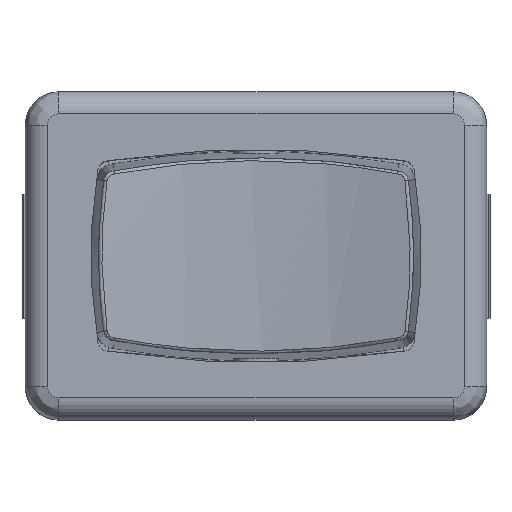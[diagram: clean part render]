
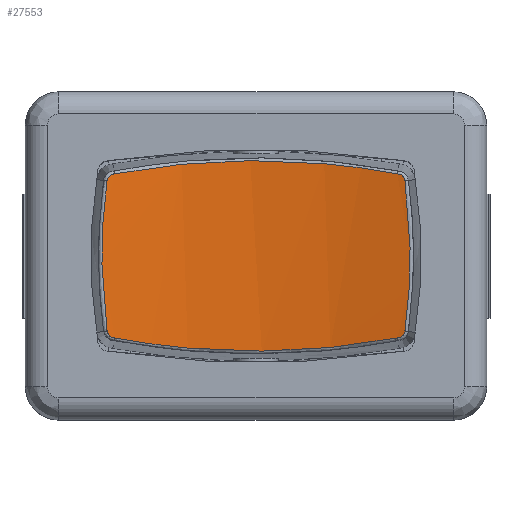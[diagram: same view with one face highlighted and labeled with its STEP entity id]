
A CAD part, top view. The second image highlights one B-rep face of the part: STEP entity #27553.
In plain terms, the highlighted cylindrical face has radius 25.996 mm (diameter 51.992 mm), a partial arc.
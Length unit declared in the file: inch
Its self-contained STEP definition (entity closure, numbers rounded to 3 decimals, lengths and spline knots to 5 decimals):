
#26486=CARTESIAN_POINT('',(-0.26438,0.13321,0.71585));
#26487=VERTEX_POINT('',#26486);
#26496=CARTESIAN_POINT('',(-0.26437,-0.1332,0.71585));
#26497=VERTEX_POINT('',#26496);
#26505=CARTESIAN_POINT('',(-0.26437,-0.1332,0.71585));
#26506=CARTESIAN_POINT('',(-0.26961,-0.09554,0.71725));
#26507=CARTESIAN_POINT('',(-0.27669,-0.00647,0.71924));
#26508=CARTESIAN_POINT('',(-0.27136,0.08298,0.71772));
#26509=CARTESIAN_POINT('',(-0.26437,0.1332,0.71585));
#26510=B_SPLINE_CURVE_WITH_KNOTS('',3,(#26505,#26506,#26507,#26508,#26509),.UNSPECIFIED.,.F.,.U.,(4,1,4),(0.0,0.29001,0.67668),.UNSPECIFIED.);
#26511=EDGE_CURVE('',#26497,#26487,#26510,.T.);
#26617=CARTESIAN_POINT('',(-0.25079,-0.1456,0.71232));
#26618=VERTEX_POINT('',#26617);
#26619=CARTESIAN_POINT('',(-0.25079,-0.1456,0.71232));
#26620=CARTESIAN_POINT('',(-0.25225,-0.14553,0.71269));
#26621=CARTESIAN_POINT('',(-0.25545,-0.1449,0.71351));
#26622=CARTESIAN_POINT('',(-0.25861,-0.14303,0.71433));
#26623=CARTESIAN_POINT('',(-0.2612,-0.14056,0.71501));
#26624=CARTESIAN_POINT('',(-0.26269,-0.13849,0.7154));
#26625=CARTESIAN_POINT('',(-0.26382,-0.13581,0.7157));
#26626=CARTESIAN_POINT('',(-0.26422,-0.13423,0.71581));
#26627=CARTESIAN_POINT('',(-0.26435,-0.13336,0.71585));
#26628=CARTESIAN_POINT('',(-0.26437,-0.13321,0.71585));
#26629=B_SPLINE_CURVE_WITH_KNOTS('',3,(#26619,#26620,#26621,#26622,#26623,#26624,#26625,#26626,#26627,#26628),.UNSPECIFIED.,.F.,.U.,(4,1,1,1,1,1,1,4),(-0.51601,-0.50446,-0.49063,-0.48787,-0.4768,-0.47127,-0.46574,-0.46456),.UNSPECIFIED.);
#26630=EDGE_CURVE('',#26618,#26497,#26629,.T.);
#26754=CARTESIAN_POINT('',(0.25079,-0.1456,0.71232));
#26755=VERTEX_POINT('',#26754);
#26756=CARTESIAN_POINT('',(0.25079,-0.1456,0.71232));
#26757=CARTESIAN_POINT('',(0.20468,-0.15431,0.70066));
#26758=CARTESIAN_POINT('',(0.13363,-0.16397,0.68786));
#26759=CARTESIAN_POINT('',(0.03676,-0.16922,0.68091));
#26760=CARTESIAN_POINT('',(-0.0361,-0.16923,0.68089));
#26761=CARTESIAN_POINT('',(-0.1332,-0.16402,0.68779));
#26762=CARTESIAN_POINT('',(-0.20447,-0.15435,0.70061));
#26763=CARTESIAN_POINT('',(-0.25079,-0.1456,0.71232));
#26764=B_SPLINE_CURVE_WITH_KNOTS('',3,(#26756,#26757,#26758,#26759,#26760,#26761,#26762,#26763),.UNSPECIFIED.,.F.,.U.,(4,1,1,1,1,4),(0.09322,0.46298,0.64882,0.83465,1.02049,1.39192),.UNSPECIFIED.);
#26765=EDGE_CURVE('',#26755,#26618,#26764,.T.);
#26882=CARTESIAN_POINT('',(-0.25079,0.1456,0.71232));
#26883=VERTEX_POINT('',#26882);
#26884=CARTESIAN_POINT('',(0.25079,0.1456,0.71232));
#26885=VERTEX_POINT('',#26884);
#26886=CARTESIAN_POINT('',(-0.25079,0.1456,0.71232));
#26887=CARTESIAN_POINT('',(-0.20468,0.15431,0.70066));
#26888=CARTESIAN_POINT('',(-0.13363,0.16397,0.68786));
#26889=CARTESIAN_POINT('',(-0.03676,0.16922,0.68091));
#26890=CARTESIAN_POINT('',(0.0361,0.16923,0.68089));
#26891=CARTESIAN_POINT('',(0.1332,0.16402,0.68779));
#26892=CARTESIAN_POINT('',(0.20447,0.15435,0.70061));
#26893=CARTESIAN_POINT('',(0.25079,0.1456,0.71232));
#26894=B_SPLINE_CURVE_WITH_KNOTS('',3,(#26886,#26887,#26888,#26889,#26890,#26891,#26892,#26893),.UNSPECIFIED.,.F.,.U.,(4,1,1,1,1,4),(0.09322,0.46298,0.64882,0.83465,1.02049,1.39192),.UNSPECIFIED.);
#26895=EDGE_CURVE('',#26883,#26885,#26894,.T.);
#27110=CARTESIAN_POINT('',(0.26437,0.1332,0.71585));
#27111=VERTEX_POINT('',#27110);
#27122=CARTESIAN_POINT('',(0.25079,0.1456,0.71232));
#27123=CARTESIAN_POINT('',(0.25225,0.14553,0.71269));
#27124=CARTESIAN_POINT('',(0.25545,0.1449,0.71351));
#27125=CARTESIAN_POINT('',(0.25861,0.14303,0.71433));
#27126=CARTESIAN_POINT('',(0.2612,0.14056,0.71501));
#27127=CARTESIAN_POINT('',(0.26269,0.13849,0.7154));
#27128=CARTESIAN_POINT('',(0.26382,0.13581,0.7157));
#27129=CARTESIAN_POINT('',(0.26422,0.13423,0.71581));
#27130=CARTESIAN_POINT('',(0.26435,0.13336,0.71585));
#27131=CARTESIAN_POINT('',(0.26437,0.13321,0.71585));
#27132=B_SPLINE_CURVE_WITH_KNOTS('',3,(#27122,#27123,#27124,#27125,#27126,#27127,#27128,#27129,#27130,#27131),.UNSPECIFIED.,.F.,.U.,(4,1,1,1,1,1,1,4),(-0.51601,-0.50446,-0.49063,-0.48787,-0.4768,-0.47127,-0.46574,-0.46456),.UNSPECIFIED.);
#27133=EDGE_CURVE('',#26885,#27111,#27132,.T.);
#27189=CARTESIAN_POINT('',(0.26437,-0.1332,0.71585));
#27190=VERTEX_POINT('',#27189);
#27200=CARTESIAN_POINT('',(0.26437,0.1332,0.71585));
#27201=CARTESIAN_POINT('',(0.26961,0.09554,0.71725));
#27202=CARTESIAN_POINT('',(0.27669,0.00647,0.71924));
#27203=CARTESIAN_POINT('',(0.27136,-0.08298,0.71772));
#27204=CARTESIAN_POINT('',(0.26437,-0.1332,0.71585));
#27205=B_SPLINE_CURVE_WITH_KNOTS('',3,(#27200,#27201,#27202,#27203,#27204),.UNSPECIFIED.,.F.,.U.,(4,1,4),(0.,0.29001,0.67668),.UNSPECIFIED.);
#27206=EDGE_CURVE('',#27111,#27190,#27205,.T.);
#27327=CARTESIAN_POINT('',(0.26437,-0.1332,0.71585));
#27328=CARTESIAN_POINT('',(0.26433,-0.13354,0.71584));
#27329=CARTESIAN_POINT('',(0.26417,-0.13441,0.7158));
#27330=CARTESIAN_POINT('',(0.26356,-0.13669,0.71563));
#27331=CARTESIAN_POINT('',(0.26197,-0.13978,0.71521));
#27332=CARTESIAN_POINT('',(0.25893,-0.14289,0.71441));
#27333=CARTESIAN_POINT('',(0.25517,-0.14494,0.71343));
#27334=CARTESIAN_POINT('',(0.25232,-0.14553,0.71271));
#27335=CARTESIAN_POINT('',(0.25085,-0.1456,0.71234));
#27336=CARTESIAN_POINT('',(0.25079,-0.1456,0.71232));
#27337=B_SPLINE_CURVE_WITH_KNOTS('',3,(#27327,#27328,#27329,#27330,#27331,#27332,#27333,#27334,#27335,#27336),.UNSPECIFIED.,.F.,.U.,(4,1,1,1,1,1,1,4),(-0.23229,-0.22971,-0.22556,-0.2145,-0.20344,-0.19238,-0.18132,-0.18082),.UNSPECIFIED.);
#27338=EDGE_CURVE('',#27190,#26755,#27337,.T.);
#27445=CARTESIAN_POINT('',(-0.26438,0.13321,0.71585));
#27446=CARTESIAN_POINT('',(-0.26436,0.13336,0.71585));
#27447=CARTESIAN_POINT('',(-0.26422,0.13423,0.71581));
#27448=CARTESIAN_POINT('',(-0.26347,0.13722,0.71561));
#27449=CARTESIAN_POINT('',(-0.26075,0.14165,0.71489));
#27450=CARTESIAN_POINT('',(-0.2558,0.14484,0.71359));
#27451=CARTESIAN_POINT('',(-0.25226,0.14554,0.71269));
#27452=CARTESIAN_POINT('',(-0.25079,0.1456,0.71232));
#27453=B_SPLINE_CURVE_WITH_KNOTS('',3,(#27445,#27446,#27447,#27448,#27449,#27450,#27451,#27452),.UNSPECIFIED.,.F.,.U.,(4,1,1,1,1,4),(-0.46455,-0.46337,-0.45784,-0.44125,-0.42466,-0.4131),.UNSPECIFIED.);
#27454=EDGE_CURVE('',#26487,#26883,#27453,.T.);
#27538=CARTESIAN_POINT('',(0.,-0.18596,1.70459));
#27539=DIRECTION('',(0.0,1.0,0.0));
#27540=DIRECTION('',(0.275,0.0,0.962));
#27541=AXIS2_PLACEMENT_3D('',#27538,#27539,#27540);
#27542=CYLINDRICAL_SURFACE('',#27541,1.02347);
#27543=ORIENTED_EDGE('',*,*,#26895,.F.);
#27544=ORIENTED_EDGE('',*,*,#27454,.F.);
#27545=ORIENTED_EDGE('',*,*,#26511,.F.);
#27546=ORIENTED_EDGE('',*,*,#26630,.F.);
#27547=ORIENTED_EDGE('',*,*,#26765,.F.);
#27548=ORIENTED_EDGE('',*,*,#27338,.F.);
#27549=ORIENTED_EDGE('',*,*,#27206,.F.);
#27550=ORIENTED_EDGE('',*,*,#27133,.F.);
#27551=EDGE_LOOP('',(#27543,#27544,#27545,#27546,#27547,#27548,#27549,#27550));
#27552=FACE_OUTER_BOUND('',#27551,.T.);
#27553=ADVANCED_FACE('',(#27552),#27542,.F.);
